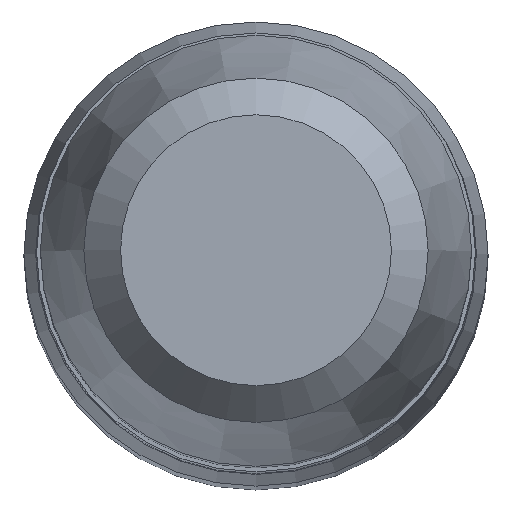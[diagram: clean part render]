
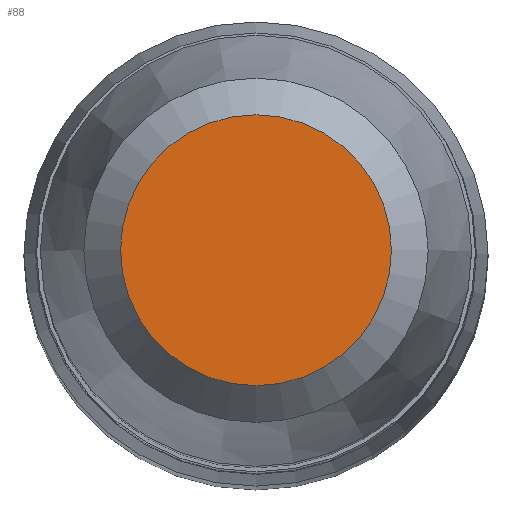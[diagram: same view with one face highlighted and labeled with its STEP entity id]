
A CAD part, top view. The second image highlights one B-rep face of the part: STEP entity #88.
In plain terms, the highlighted planar face has unit normal (0, 0, 1).
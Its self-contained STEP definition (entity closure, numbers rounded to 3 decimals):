
#51=FACE_OUTER_BOUND('',#147,.T.);
#62=PLANE('',#719);
#88=ADVANCED_FACE('',(#51),#62,.F.);
#147=EDGE_LOOP('',(#217));
#217=ORIENTED_EDGE('',*,*,#252,.T.);
#225=VERTEX_POINT('',#935);
#252=EDGE_CURVE('',#225,#225,#287,.T.);
#287=CIRCLE('',#693,1.605);
#693=AXIS2_PLACEMENT_3D('',#934,#794,#795);
#719=AXIS2_PLACEMENT_3D('',#1016,#858,#859);
#794=DIRECTION('',(0.,0.,1.));
#795=DIRECTION('',(-1.,0.,0.));
#858=DIRECTION('',(0.,0.,-1.));
#859=DIRECTION('',(-1.,0.,0.));
#934=CARTESIAN_POINT('',(0.,0.,60.2));
#935=CARTESIAN_POINT('',(-1.605,0.,60.2));
#1016=CARTESIAN_POINT('',(-10.5,0.,60.2));
